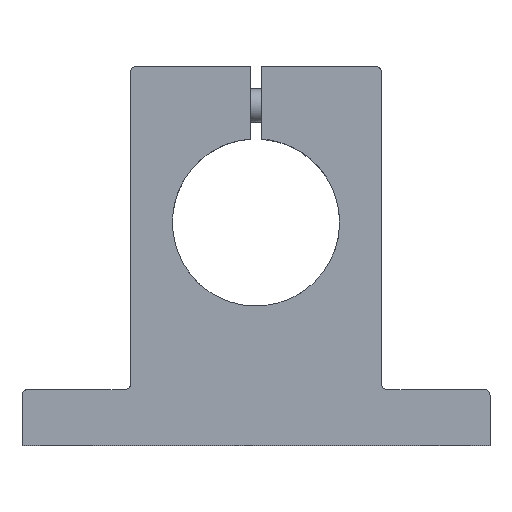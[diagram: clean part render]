
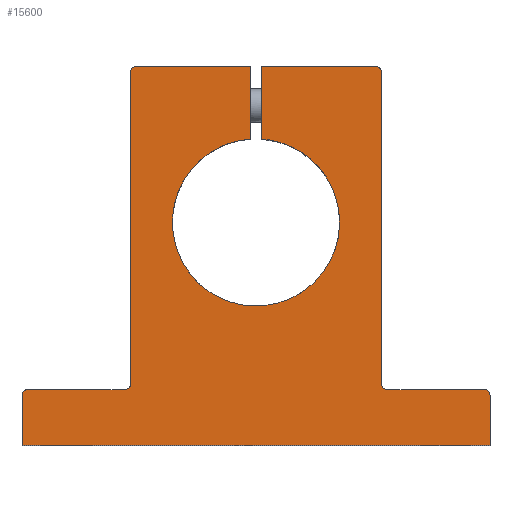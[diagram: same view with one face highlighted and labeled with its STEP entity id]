
A CAD part, top view. The second image highlights one B-rep face of the part: STEP entity #15600.
In plain terms, the highlighted free-form (B-spline) face has degree [1, 1] with [2, 2] control points.
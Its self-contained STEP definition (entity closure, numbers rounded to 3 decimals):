
#2490 = CARTESIAN_POINT ('', (22.5, 67., 28.));
#2500 = VERTEX_POINT ('', #2490);
#2560 = CARTESIAN_POINT ('', (22.5, 11., 28.));
#2570 = VERTEX_POINT ('', #2560);
#2580 = CARTESIAN_POINT ('', (22.5, 11., 28.));
#2590 = CARTESIAN_POINT ('', (22.5, 67., 28.));
#2600 = B_SPLINE_CURVE_WITH_KNOTS ('', 1, (#2580, #2590), .UNSPECIFIED., .F., .U., (2, 2), (0., 1.), .UNSPECIFIED.);
#2610 = EDGE_CURVE ('', #2570, #2500, #2600, .T.);
#2900 = CARTESIAN_POINT ('', (21.5, 68., 28.));
#2910 = VERTEX_POINT ('', #2900);
#2970 = CARTESIAN_POINT ('', (21.5, 68., 28.));
#2980 = CARTESIAN_POINT ('', (22.086, 68., 28.));
#2990 = CARTESIAN_POINT ('', (22.5, 67.586, 28.));
#3000 = CARTESIAN_POINT ('', (22.5, 67., 28.));
#3010 = (
   BOUNDED_CURVE ()
   B_SPLINE_CURVE (3, (#2970, #2980, #2990, #3000), .UNSPECIFIED., .F., .U.)
   B_SPLINE_CURVE_WITH_KNOTS ((4, 4), (0., 1.), .UNSPECIFIED.)
   CURVE ()
   GEOMETRIC_REPRESENTATION_ITEM ()
   RATIONAL_B_SPLINE_CURVE ((1., 0.805, 0.805, 1.))
   REPRESENTATION_ITEM ('')
);
#3020 = EDGE_CURVE ('', #2910, #2500, #3010, .T.);
#3240 = CARTESIAN_POINT ('', (1., 68., 28.));
#3250 = VERTEX_POINT ('', #3240);
#3310 = CARTESIAN_POINT ('', (1., 68., 28.));
#3320 = CARTESIAN_POINT ('', (21.5, 68., 28.));
#3330 = B_SPLINE_CURVE_WITH_KNOTS ('', 1, (#3310, #3320), .UNSPECIFIED., .F., .U., (2, 2), (0., 1.), .UNSPECIFIED.);
#3340 = EDGE_CURVE ('', #3250, #2910, #3330, .T.);
#3520 = CARTESIAN_POINT ('', (1., 54.967, 28.));
#3530 = VERTEX_POINT ('', #3520);
#3590 = CARTESIAN_POINT ('', (1., 54.967, 28.));
#3600 = CARTESIAN_POINT ('', (1., 68., 28.));
#3610 = B_SPLINE_CURVE_WITH_KNOTS ('', 1, (#3590, #3600), .UNSPECIFIED., .F., .U., (2, 2), (0., 1.), .UNSPECIFIED.);
#3620 = EDGE_CURVE ('', #3530, #3250, #3610, .T.);
#4710 = CARTESIAN_POINT ('', (-1., 68., 28.));
#4720 = VERTEX_POINT ('', #4710);
#4780 = CARTESIAN_POINT ('', (-1., 54.967, 28.));
#4790 = VERTEX_POINT ('', #4780);
#4800 = CARTESIAN_POINT ('', (-1., 54.967, 28.));
#4810 = CARTESIAN_POINT ('', (-1., 68., 28.));
#4820 = B_SPLINE_CURVE_WITH_KNOTS ('', 1, (#4800, #4810), .UNSPECIFIED., .F., .U., (2, 2), (0., 1.), .UNSPECIFIED.);
#4830 = EDGE_CURVE ('', #4790, #4720, #4820, .T.);
#5100 = CARTESIAN_POINT ('', (-21.5, 68., 28.));
#5110 = VERTEX_POINT ('', #5100);
#5170 = CARTESIAN_POINT ('', (-1., 68., 28.));
#5180 = CARTESIAN_POINT ('', (-21.5, 68., 28.));
#5190 = B_SPLINE_CURVE_WITH_KNOTS ('', 1, (#5170, #5180), .UNSPECIFIED., .F., .U., (2, 2), (0., 1.), .UNSPECIFIED.);
#5200 = EDGE_CURVE ('', #4720, #5110, #5190, .T.);
#5400 = CARTESIAN_POINT ('', (-22.5, 67., 28.));
#5410 = VERTEX_POINT ('', #5400);
#5470 = CARTESIAN_POINT ('', (-22.5, 67., 28.));
#5480 = CARTESIAN_POINT ('', (-22.5, 67.586, 28.));
#5490 = CARTESIAN_POINT ('', (-22.086, 68., 28.));
#5500 = CARTESIAN_POINT ('', (-21.5, 68., 28.));
#5510 = (
   BOUNDED_CURVE ()
   B_SPLINE_CURVE (3, (#5470, #5480, #5490, #5500), .UNSPECIFIED., .F., .U.)
   B_SPLINE_CURVE_WITH_KNOTS ((4, 4), (0., 1.), .UNSPECIFIED.)
   CURVE ()
   GEOMETRIC_REPRESENTATION_ITEM ()
   RATIONAL_B_SPLINE_CURVE ((1., 0.805, 0.805, 1.))
   REPRESENTATION_ITEM ('')
);
#5520 = EDGE_CURVE ('', #5410, #5110, #5510, .T.);
#5740 = CARTESIAN_POINT ('', (-22.5, 11., 28.));
#5750 = VERTEX_POINT ('', #5740);
#5810 = CARTESIAN_POINT ('', (-22.5, 67., 28.));
#5820 = CARTESIAN_POINT ('', (-22.5, 11., 28.));
#5830 = B_SPLINE_CURVE_WITH_KNOTS ('', 1, (#5810, #5820), .UNSPECIFIED., .F., .U., (2, 2), (0., 1.), .UNSPECIFIED.);
#5840 = EDGE_CURVE ('', #5410, #5750, #5830, .T.);
#11580 = CARTESIAN_POINT ('', (-23.5, 10., 28.));
#11590 = VERTEX_POINT ('', #11580);
#11650 = CARTESIAN_POINT ('', (-23.5, 10., 28.));
#11660 = CARTESIAN_POINT ('', (-22.914, 10., 28.));
#11670 = CARTESIAN_POINT ('', (-22.5, 10.414, 28.));
#11680 = CARTESIAN_POINT ('', (-22.5, 11., 28.));
#11690 = (
   BOUNDED_CURVE ()
   B_SPLINE_CURVE (3, (#11650, #11660, #11670, #11680), .UNSPECIFIED., .F., .U.)
   B_SPLINE_CURVE_WITH_KNOTS ((4, 4), (0., 1.), .UNSPECIFIED.)
   CURVE ()
   GEOMETRIC_REPRESENTATION_ITEM ()
   RATIONAL_B_SPLINE_CURVE ((1., 0.805, 0.805, 1.))
   REPRESENTATION_ITEM ('')
);
#11700 = EDGE_CURVE ('', #11590, #5750, #11690, .T.);
#11920 = CARTESIAN_POINT ('', (-41., 10., 28.));
#11930 = VERTEX_POINT ('', #11920);
#11990 = CARTESIAN_POINT ('', (-23.5, 10., 28.));
#12000 = CARTESIAN_POINT ('', (-41., 10., 28.));
#12010 = B_SPLINE_CURVE_WITH_KNOTS ('', 1, (#11990, #12000), .UNSPECIFIED., .F., .U., (2, 2), (0., 1.), .UNSPECIFIED.);
#12020 = EDGE_CURVE ('', #11590, #11930, #12010, .T.);
#12860 = CARTESIAN_POINT ('', (42., 0., 28.));
#12870 = VERTEX_POINT ('', #12860);
#12930 = CARTESIAN_POINT ('', (-42., 0., 28.));
#12940 = VERTEX_POINT ('', #12930);
#12950 = CARTESIAN_POINT ('', (-42., 0., 28.));
#12960 = CARTESIAN_POINT ('', (42., 0., 28.));
#12970 = B_SPLINE_CURVE_WITH_KNOTS ('', 1, (#12950, #12960), .UNSPECIFIED., .F., .U., (2, 2), (0., 1.), .UNSPECIFIED.);
#12980 = EDGE_CURVE ('', #12940, #12870, #12970, .T.);
#14330 = CARTESIAN_POINT ('', (23.5, 10., 28.));
#14340 = VERTEX_POINT ('', #14330);
#14400 = CARTESIAN_POINT ('', (41., 10., 28.));
#14410 = VERTEX_POINT ('', #14400);
#14420 = CARTESIAN_POINT ('', (41., 10., 28.));
#14430 = CARTESIAN_POINT ('', (23.5, 10., 28.));
#14440 = B_SPLINE_CURVE_WITH_KNOTS ('', 1, (#14420, #14430), .UNSPECIFIED., .F., .U., (2, 2), (0., 1.), .UNSPECIFIED.);
#14450 = EDGE_CURVE ('', #14410, #14340, #14440, .T.);
#14730 = CARTESIAN_POINT ('', (22.5, 11., 28.));
#14740 = CARTESIAN_POINT ('', (22.5, 10.414, 28.));
#14750 = CARTESIAN_POINT ('', (22.914, 10., 28.));
#14760 = CARTESIAN_POINT ('', (23.5, 10., 28.));
#14770 = (
   BOUNDED_CURVE ()
   B_SPLINE_CURVE (3, (#14730, #14740, #14750, #14760), .UNSPECIFIED., .F., .U.)
   B_SPLINE_CURVE_WITH_KNOTS ((4, 4), (0., 1.), .UNSPECIFIED.)
   CURVE ()
   GEOMETRIC_REPRESENTATION_ITEM ()
   RATIONAL_B_SPLINE_CURVE ((1., 0.805, 0.805, 1.))
   REPRESENTATION_ITEM ('')
);
#14780 = EDGE_CURVE ('', #2570, #14340, #14770, .T.);
#14930 = ORIENTED_EDGE ('', *, *, #12020, .T.);
#14940 = CARTESIAN_POINT ('', (-42., 9., 28.));
#14950 = VERTEX_POINT ('', #14940);
#14960 = CARTESIAN_POINT ('', (-42., 9., 28.));
#14970 = CARTESIAN_POINT ('', (-42., 9.586, 28.));
#14980 = CARTESIAN_POINT ('', (-41.586, 10., 28.));
#14990 = CARTESIAN_POINT ('', (-41., 10., 28.));
#15000 = (
   BOUNDED_CURVE ()
   B_SPLINE_CURVE (3, (#14960, #14970, #14980, #14990), .UNSPECIFIED., .F., .U.)
   B_SPLINE_CURVE_WITH_KNOTS ((4, 4), (0., 1.), .UNSPECIFIED.)
   CURVE ()
   GEOMETRIC_REPRESENTATION_ITEM ()
   RATIONAL_B_SPLINE_CURVE ((1., 0.805, 0.805, 1.))
   REPRESENTATION_ITEM ('')
);
#15010 = EDGE_CURVE ('', #14950, #11930, #15000, .T.);
#15020 = ORIENTED_EDGE ('', *, *, #15010, .F.);
#15030 = CARTESIAN_POINT ('', (-42., 9., 28.));
#15040 = CARTESIAN_POINT ('', (-42., 0., 28.));
#15050 = B_SPLINE_CURVE_WITH_KNOTS ('', 1, (#15030, #15040), .UNSPECIFIED., .F., .U., (2, 2), (0., 1.), .UNSPECIFIED.);
#15060 = EDGE_CURVE ('', #14950, #12940, #15050, .T.);
#15070 = ORIENTED_EDGE ('', *, *, #15060, .T.);
#15080 = ORIENTED_EDGE ('', *, *, #12980, .T.);
#15090 = CARTESIAN_POINT ('', (42., 9., 28.));
#15100 = VERTEX_POINT ('', #15090);
#15110 = CARTESIAN_POINT ('', (42., 9., 28.));
#15120 = CARTESIAN_POINT ('', (42., 0., 28.));
#15130 = B_SPLINE_CURVE_WITH_KNOTS ('', 1, (#15110, #15120), .UNSPECIFIED., .F., .U., (2, 2), (0., 1.), .UNSPECIFIED.);
#15140 = EDGE_CURVE ('', #15100, #12870, #15130, .T.);
#15150 = ORIENTED_EDGE ('', *, *, #15140, .F.);
#15160 = CARTESIAN_POINT ('', (41., 10., 28.));
#15170 = CARTESIAN_POINT ('', (41.586, 10., 28.));
#15180 = CARTESIAN_POINT ('', (42., 9.586, 28.));
#15190 = CARTESIAN_POINT ('', (42., 9., 28.));
#15200 = (
   BOUNDED_CURVE ()
   B_SPLINE_CURVE (3, (#15160, #15170, #15180, #15190), .UNSPECIFIED., .F., .U.)
   B_SPLINE_CURVE_WITH_KNOTS ((4, 4), (0., 1.), .UNSPECIFIED.)
   CURVE ()
   GEOMETRIC_REPRESENTATION_ITEM ()
   RATIONAL_B_SPLINE_CURVE ((1., 0.805, 0.805, 1.))
   REPRESENTATION_ITEM ('')
);
#15210 = EDGE_CURVE ('', #14410, #15100, #15200, .T.);
#15220 = ORIENTED_EDGE ('', *, *, #15210, .F.);
#15230 = ORIENTED_EDGE ('', *, *, #14450, .T.);
#15240 = ORIENTED_EDGE ('', *, *, #14780, .F.);
#15250 = ORIENTED_EDGE ('', *, *, #2610, .T.);
#15260 = ORIENTED_EDGE ('', *, *, #3020, .F.);
#15270 = ORIENTED_EDGE ('', *, *, #3340, .F.);
#15280 = ORIENTED_EDGE ('', *, *, #3620, .F.);
#15290 = CARTESIAN_POINT ('', (-1., 25.033, 28.));
#15300 = VERTEX_POINT ('', #15290);
#15310 = CARTESIAN_POINT ('', (-1., 25.033, 28.));
#15320 = CARTESIAN_POINT ('', (-0.664, 25.011, 28.));
#15330 = CARTESIAN_POINT ('', (-0.33, 25., 28.));
#15340 = CARTESIAN_POINT ('', (0., 25., 28.));
#15350 = CARTESIAN_POINT ('', (28.108, 25., 28.));
#15360 = CARTESIAN_POINT ('', (29.046, 53.093, 28.));
#15370 = CARTESIAN_POINT ('', (1., 54.967, 28.));
#15380 = (
   BOUNDED_CURVE ()
   B_SPLINE_CURVE (3, (#15310, #15320, #15330, #15340, #15350, #15360, #15370), .UNSPECIFIED., .F., .U.)
   B_SPLINE_CURVE_WITH_KNOTS ((4, 3, 4), (0., 0.031, 1.), .UNSPECIFIED.)
   CURVE ()
   GEOMETRIC_REPRESENTATION_ITEM ()
   RATIONAL_B_SPLINE_CURVE ((0.939, 0.959, 0.979, 1., 0.356, 0.356, 1.))
   REPRESENTATION_ITEM ('')
);
#15390 = EDGE_CURVE ('', #15300, #3530, #15380, .T.);
#15400 = ORIENTED_EDGE ('', *, *, #15390, .F.);
#15410 = CARTESIAN_POINT ('', (-1., 54.967, 28.));
#15420 = CARTESIAN_POINT ('', (-26.636, 53.254, 28.));
#15430 = CARTESIAN_POINT ('', (-28.087, 26.843, 28.));
#15440 = CARTESIAN_POINT ('', (-1., 25.033, 28.));
#15450 = (
   BOUNDED_CURVE ()
   B_SPLINE_CURVE (3, (#15410, #15420, #15430, #15440), .UNSPECIFIED., .F., .U.)
   B_SPLINE_CURVE_WITH_KNOTS ((4, 4), (0., 1.), .UNSPECIFIED.)
   CURVE ()
   GEOMETRIC_REPRESENTATION_ITEM ()
   RATIONAL_B_SPLINE_CURVE ((1., 0.376, 0.356, 0.939))
   REPRESENTATION_ITEM ('')
);
#15460 = EDGE_CURVE ('', #4790, #15300, #15450, .T.);
#15470 = ORIENTED_EDGE ('', *, *, #15460, .F.);
#15480 = ORIENTED_EDGE ('', *, *, #4830, .T.);
#15490 = ORIENTED_EDGE ('', *, *, #5200, .T.);
#15500 = ORIENTED_EDGE ('', *, *, #5520, .F.);
#15510 = ORIENTED_EDGE ('', *, *, #5840, .T.);
#15520 = ORIENTED_EDGE ('', *, *, #11700, .F.);
#15530 = EDGE_LOOP ('', (#14930, #15020, #15070, #15080, #15150, #15220, #15230, #15240, #15250, #15260, #15270, #15280, #15400, #15470, #15480, #15490, #15500, #15510, #15520));
#15540 = FACE_OUTER_BOUND ('', #15530, .T.);
#15550 = CARTESIAN_POINT ('', (-42., 0., 28.));
#15560 = CARTESIAN_POINT ('', (-42., 68., 28.));
#15570 = CARTESIAN_POINT ('', (42., 0., 28.));
#15580 = CARTESIAN_POINT ('', (42., 68., 28.));
#15590 = B_SPLINE_SURFACE_WITH_KNOTS ('', 1, 1, ((#15550, #15560), (#15570, #15580)), .UNSPECIFIED., .F., .F., .U., (2, 2), (2, 2), (0., 1.), (0., 1.), .UNSPECIFIED.);
#15600 = ADVANCED_FACE ('', (#15540), #15590, .T.);
